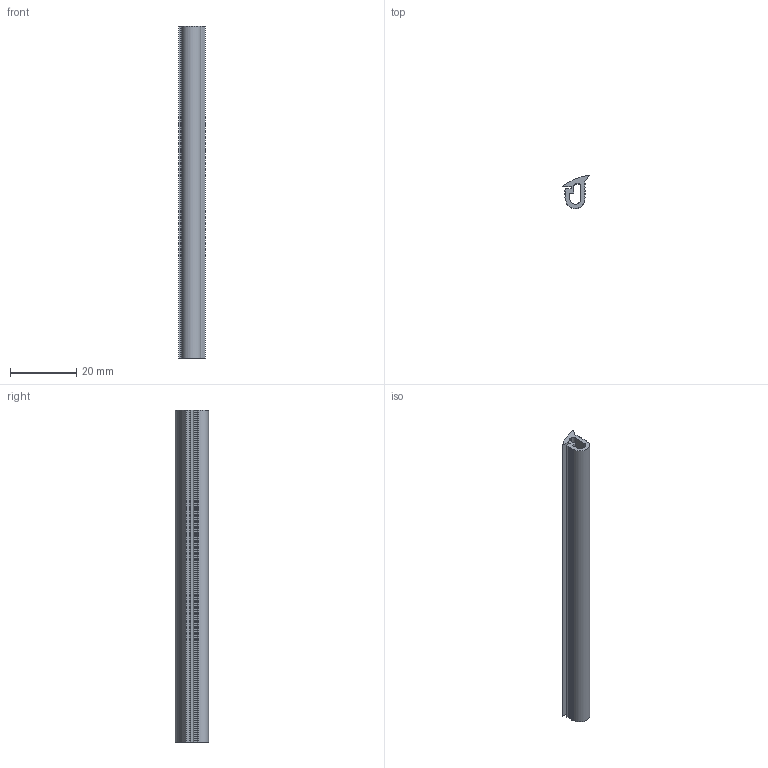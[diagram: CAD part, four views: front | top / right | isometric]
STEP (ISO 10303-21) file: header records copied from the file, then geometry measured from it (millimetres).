
FILE_DESCRIPTION(/* description */ ('GUARNIZIONE CAVA PER - GOMMA NERO '),/* implementation_level */ '2;1');
FILE_NAME(/* name */ 'DGUCA0000018.stp',/* time_stamp */ '2020-09-17T08:14:15+02:00',/* author */ ('tecnico5'),/* organization */ (''),/* preprocessor_version */ 'ST-DEVELOPER v17.2',/* originating_system */ 'Autodesk Inventor 2019',/* authorisation */ '');
FILE_SCHEMA (('AUTOMOTIVE_DESIGN { 1 0 10303 214 3 1 1 }'));
Length unit declared in the file: millimetre
Products named in the file (1): DGUCA0000018
Bounding box: 8 x 10 x 100 mm (x, y, z)
Volume: 3224.6 mm3; surface area: 5268.9 mm2
Topology: 1 solids, 1 shells, 42 faces, 120 edges, 80 vertices
Faces by surface type: plane 37, cylinder 5
Entity records: 1399 total; most frequent: CARTESIAN_POINT 243, ORIENTED_EDGE 240, DIRECTION 216, EDGE_CURVE 120, LINE 110, VECTOR 110, VERTEX_POINT 80, AXIS2_PLACEMENT_3D 53
